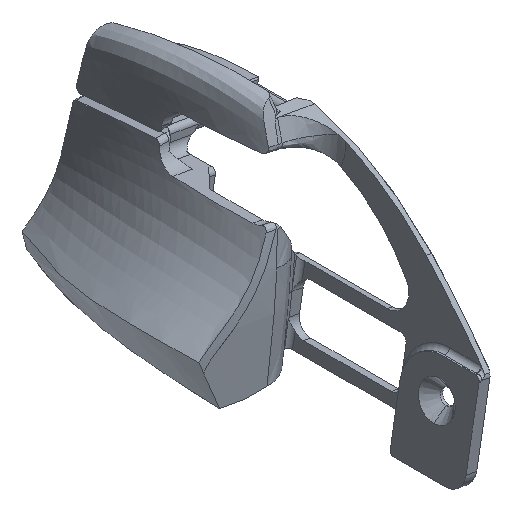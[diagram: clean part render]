
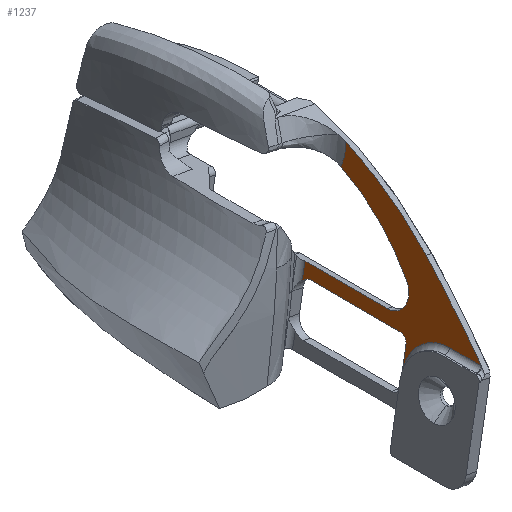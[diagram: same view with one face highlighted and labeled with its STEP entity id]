
A CAD part, isometric view. The second image highlights one B-rep face of the part: STEP entity #1237.
In plain terms, the highlighted planar face has unit normal (-0.985, 0, 0.174).
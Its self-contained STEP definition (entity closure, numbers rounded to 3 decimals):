
#148 = ORIENTED_EDGE ( 'NONE', *, *, #11755, .T. ) ;
#270 = CARTESIAN_POINT ( 'NONE',  ( -46.474, -41.839, 42.253 ) ) ;
#308 = CIRCLE ( 'NONE', #5397, 210. ) ;
#768 = EDGE_CURVE ( 'NONE', #22479, #22005, #8640, .T. ) ;
#1237 = ADVANCED_FACE ( 'NONE', ( #2563 ), #4522, .T. ) ;
#1312 = AXIS2_PLACEMENT_3D ( 'NONE', #22747, #15351, #9926 ) ;
#1502 = CARTESIAN_POINT ( 'NONE',  ( -44.218, -27.42, 55.05 ) ) ;
#1580 = CIRCLE ( 'NONE', #15355, 3. ) ;
#1922 = AXIS2_PLACEMENT_3D ( 'NONE', #17545, #19383, #6455 ) ;
#2110 = DIRECTION ( 'NONE',  ( 0.985, 0., -0.174 ) ) ;
#2123 = LINE ( 'NONE', #9505, #15642 ) ;
#2373 = DIRECTION ( 'NONE',  ( 0.985, 0., -0.174 ) ) ;
#2563 = FACE_OUTER_BOUND ( 'NONE', #17447, .T. ) ;
#2602 = VERTEX_POINT ( 'NONE', #17290 ) ;
#2840 = CARTESIAN_POINT ( 'NONE',  ( -46.388, -2.844, 42.741 ) ) ;
#3058 = VECTOR ( 'NONE', #19400, 1000. ) ;
#3948 = CARTESIAN_POINT ( 'NONE',  ( -45.693, -20.993, 46.68 ) ) ;
#4522 = PLANE ( 'NONE',  #6610 ) ;
#4593 = CARTESIAN_POINT ( 'NONE',  ( -43.025, -7.537, 61.813 ) ) ;
#4796 = VERTEX_POINT ( 'NONE', #22667 ) ;
#4992 = CARTESIAN_POINT ( 'NONE',  ( -47.36, -4.844, 37.226 ) ) ;
#5397 = AXIS2_PLACEMENT_3D ( 'NONE', #15101, #7592, #13369 ) ;
#5477 = DIRECTION ( 'NONE',  ( -0.174, 0., -0.985 ) ) ;
#5820 = ORIENTED_EDGE ( 'NONE', *, *, #6123, .T. ) ;
#6016 = EDGE_CURVE ( 'NONE', #10729, #10430, #308, .T. ) ;
#6067 = DIRECTION ( 'NONE',  ( 0., -1., 0. ) ) ;
#6123 = EDGE_CURVE ( 'NONE', #21797, #10729, #17800, .T. ) ;
#6307 = VERTEX_POINT ( 'NONE', #6710 ) ;
#6455 = DIRECTION ( 'NONE',  ( 0.174, 0., 0.985 ) ) ;
#6610 = AXIS2_PLACEMENT_3D ( 'NONE', #21637, #10058, #23130 ) ;
#6622 = ORIENTED_EDGE ( 'NONE', *, *, #22235, .T. ) ;
#6710 = CARTESIAN_POINT ( 'NONE',  ( -46.839, -4.844, 40.18 ) ) ;
#6816 = CIRCLE ( 'NONE', #1312, 65. ) ;
#7043 = ORIENTED_EDGE ( 'NONE', *, *, #19816, .T. ) ;
#7211 = DIRECTION ( 'NONE',  ( 0.985, 0., -0.174 ) ) ;
#7592 = DIRECTION ( 'NONE',  ( -0.985, 0., 0.174 ) ) ;
#8059 = CARTESIAN_POINT ( 'NONE',  ( -42.828, -7.812, 62.928 ) ) ;
#8076 = VERTEX_POINT ( 'NONE', #17321 ) ;
#8201 = ORIENTED_EDGE ( 'NONE', *, *, #16510, .T. ) ;
#8640 = B_SPLINE_CURVE_WITH_KNOTS ( 'NONE', 3,
 ( #13828, #21351, #9890, #15809, #8059, #21471, #4593, #12105 ),
 .UNSPECIFIED., .F., .F.,
 ( 4, 2, 2, 4 ),
 ( 0.001, 0.003, 0.005, 0.006 ),
 .UNSPECIFIED. ) ;
#9176 = DIRECTION ( 'NONE',  ( 0.174, 0., 0.985 ) ) ;
#9305 = EDGE_CURVE ( 'NONE', #23008, #2602, #22073, .T. ) ;
#9505 = CARTESIAN_POINT ( 'NONE',  ( -46.839, -6.278, 40.18 ) ) ;
#9792 = CIRCLE ( 'NONE', #1922, 40. ) ;
#9874 = DIRECTION ( 'NONE',  ( 0.174, 0., 0.985 ) ) ;
#9890 = CARTESIAN_POINT ( 'NONE',  ( -42.558, -7.944, 64.462 ) ) ;
#9926 = DIRECTION ( 'NONE',  ( 0.174, 0., 0.985 ) ) ;
#10058 = DIRECTION ( 'NONE',  ( -0.985, 0., 0.174 ) ) ;
#10164 = CARTESIAN_POINT ( 'NONE',  ( -42.292, -7.707, 65.97 ) ) ;
#10235 = DIRECTION ( 'NONE',  ( 0.174, 0., 0.985 ) ) ;
#10430 = VERTEX_POINT ( 'NONE', #1502 ) ;
#10432 = CARTESIAN_POINT ( 'NONE',  ( -46.388, -20.993, 42.741 ) ) ;
#10662 = CIRCLE ( 'NONE', #11460, 9. ) ;
#10729 = VERTEX_POINT ( 'NONE', #270 ) ;
#10993 = ORIENTED_EDGE ( 'NONE', *, *, #16436, .T. ) ;
#11099 = VERTEX_POINT ( 'NONE', #2840 ) ;
#11138 = LINE ( 'NONE', #18782, #15778 ) ;
#11155 = DIRECTION ( 'NONE',  ( 0., 1., 0. ) ) ;
#11177 = VERTEX_POINT ( 'NONE', #12073 ) ;
#11460 = AXIS2_PLACEMENT_3D ( 'NONE', #15549, #23063, #10235 ) ;
#11755 = EDGE_CURVE ( 'NONE', #2602, #11099, #15981, .T. ) ;
#11835 = EDGE_CURVE ( 'NONE', #11099, #14595, #18554, .T. ) ;
#12073 = CARTESIAN_POINT ( 'NONE',  ( -46.839, -24.244, 40.18 ) ) ;
#12105 = CARTESIAN_POINT ( 'NONE',  ( -43.089, -7.399, 61.452 ) ) ;
#12126 = CARTESIAN_POINT ( 'NONE',  ( -46.474, -24.244, 42.253 ) ) ;
#12759 = CARTESIAN_POINT ( 'NONE',  ( -46.474, -34.844, 42.253 ) ) ;
#13021 = AXIS2_PLACEMENT_3D ( 'NONE', #21334, #2373, #9874 ) ;
#13369 = DIRECTION ( 'NONE',  ( 0.174, 0., 0.985 ) ) ;
#13495 = CARTESIAN_POINT ( 'NONE',  ( -43.089, -7.399, 61.452 ) ) ;
#13641 = EDGE_CURVE ( 'NONE', #22005, #23008, #9792, .T. ) ;
#13670 = DIRECTION ( 'NONE',  ( 0.174, 0., 0.985 ) ) ;
#13828 = CARTESIAN_POINT ( 'NONE',  ( -42.292, -7.707, 65.97 ) ) ;
#13883 = ORIENTED_EDGE ( 'NONE', *, *, #6016, .T. ) ;
#14595 = VERTEX_POINT ( 'NONE', #22380 ) ;
#15101 = CARTESIAN_POINT ( 'NONE',  ( -72.406, 105.807, -104.813 ) ) ;
#15126 = EDGE_CURVE ( 'NONE', #14595, #6307, #1580, .T. ) ;
#15351 = DIRECTION ( 'NONE',  ( -0.985, 0., 0.174 ) ) ;
#15355 = AXIS2_PLACEMENT_3D ( 'NONE', #4992, #7211, #9176 ) ;
#15549 = CARTESIAN_POINT ( 'NONE',  ( -48.037, -34.844, 33.389 ) ) ;
#15631 = EDGE_CURVE ( 'NONE', #4796, #8076, #11138, .T. ) ;
#15642 = VECTOR ( 'NONE', #6067, 1000. ) ;
#15778 = VECTOR ( 'NONE', #5477, 1000. ) ;
#15809 = CARTESIAN_POINT ( 'NONE',  ( -42.761, -7.867, 63.31 ) ) ;
#15981 = LINE ( 'NONE', #10432, #22535 ) ;
#16436 = EDGE_CURVE ( 'NONE', #11177, #4796, #22467, .T. ) ;
#16510 = EDGE_CURVE ( 'NONE', #8076, #21797, #10662, .T. ) ;
#17290 = CARTESIAN_POINT ( 'NONE',  ( -46.388, -20.993, 42.741 ) ) ;
#17321 = CARTESIAN_POINT ( 'NONE',  ( -48.037, -25.844, 33.389 ) ) ;
#17447 = EDGE_LOOP ( 'NONE', ( #148, #20078, #24153, #7043, #10993, #18224, #8201, #5820, #13883, #6622, #21768, #18667, #20297 ) ) ;
#17545 = CARTESIAN_POINT ( 'NONE',  ( -49.544, 7.366, 24.841 ) ) ;
#17757 = AXIS2_PLACEMENT_3D ( 'NONE', #3948, #2110, #13670 ) ;
#17800 = LINE ( 'NONE', #12126, #3058 ) ;
#18224 = ORIENTED_EDGE ( 'NONE', *, *, #15631, .T. ) ;
#18554 = LINE ( 'NONE', #22242, #20559 ) ;
#18667 = ORIENTED_EDGE ( 'NONE', *, *, #13641, .T. ) ;
#18782 = CARTESIAN_POINT ( 'NONE',  ( -47.117, -25.844, 38.605 ) ) ;
#19383 = DIRECTION ( 'NONE',  ( 0.985, 0., -0.174 ) ) ;
#19400 = DIRECTION ( 'NONE',  ( 0., -1., 0. ) ) ;
#19816 = EDGE_CURVE ( 'NONE', #6307, #11177, #2123, .T. ) ;
#20078 = ORIENTED_EDGE ( 'NONE', *, *, #11835, .T. ) ;
#20156 = DIRECTION ( 'NONE',  ( -0.174, 0., -0.985 ) ) ;
#20297 = ORIENTED_EDGE ( 'NONE', *, *, #9305, .T. ) ;
#20559 = VECTOR ( 'NONE', #20156, 1000. ) ;
#21334 = CARTESIAN_POINT ( 'NONE',  ( -47.117, -24.244, 38.605 ) ) ;
#21351 = CARTESIAN_POINT ( 'NONE',  ( -42.424, -7.882, 65.22 ) ) ;
#21471 = CARTESIAN_POINT ( 'NONE',  ( -42.96, -7.647, 62.18 ) ) ;
#21637 = CARTESIAN_POINT ( 'NONE',  ( -47.117, -24.244, 38.605 ) ) ;
#21768 = ORIENTED_EDGE ( 'NONE', *, *, #768, .T. ) ;
#21797 = VERTEX_POINT ( 'NONE', #12759 ) ;
#22005 = VERTEX_POINT ( 'NONE', #13495 ) ;
#22073 = CIRCLE ( 'NONE', #17757, 4. ) ;
#22235 = EDGE_CURVE ( 'NONE', #10430, #22479, #6816, .T. ) ;
#22242 = CARTESIAN_POINT ( 'NONE',  ( -47.36, -2.844, 37.226 ) ) ;
#22380 = CARTESIAN_POINT ( 'NONE',  ( -46.972, -2.844, 39.428 ) ) ;
#22467 = CIRCLE ( 'NONE', #13021, 1.6 ) ;
#22479 = VERTEX_POINT ( 'NONE', #10164 ) ;
#22535 = VECTOR ( 'NONE', #11155, 1000. ) ;
#22667 = CARTESIAN_POINT ( 'NONE',  ( -47.117, -25.844, 38.605 ) ) ;
#22747 = CARTESIAN_POINT ( 'NONE',  ( -52.942, 13.817, 5.569 ) ) ;
#23008 = VERTEX_POINT ( 'NONE', #24351 ) ;
#23063 = DIRECTION ( 'NONE',  ( 0.985, 0., -0.174 ) ) ;
#23130 = DIRECTION ( 'NONE',  ( 0.174, 0., 0.985 ) ) ;
#24153 = ORIENTED_EDGE ( 'NONE', *, *, #15126, .T. ) ;
#24351 = CARTESIAN_POINT ( 'NONE',  ( -45.265, -24.144, 49.107 ) ) ;
